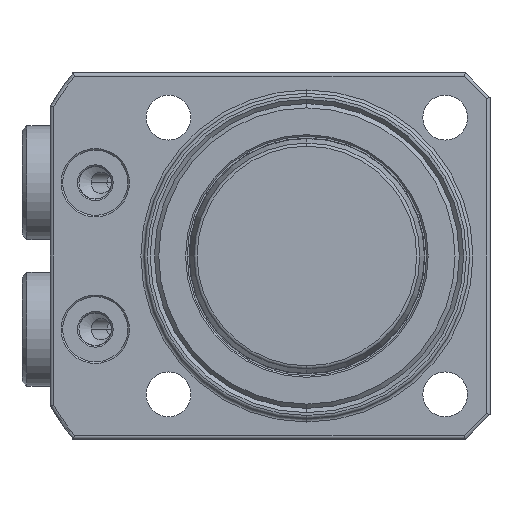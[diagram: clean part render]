
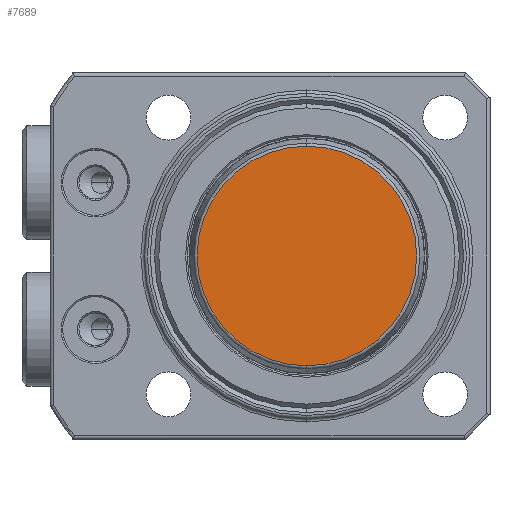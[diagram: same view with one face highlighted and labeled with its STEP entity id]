
A CAD part, front view. The second image highlights one B-rep face of the part: STEP entity #7689.
In plain terms, the highlighted planar face has unit normal (0, -1, 0).
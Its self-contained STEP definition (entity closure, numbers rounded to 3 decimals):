
#1445 = CARTESIAN_POINT ( 'NONE',  ( 0., 0., 0. ) ) ;
#1446 = DIRECTION ( 'NONE',  ( 0., -1., 0. ) ) ;
#1447 = DIRECTION ( 'NONE',  ( 0., 0., 1. ) ) ;
#3383 = CARTESIAN_POINT ( 'NONE',  ( 0., 0., 13.492 ) ) ;
#3384 = CARTESIAN_POINT ( 'NONE',  ( 0., 0., -13.492 ) ) ;
#3743 = EDGE_LOOP ( 'NONE', ( #4176, #4174 ) ) ;
#3851 = VERTEX_POINT ( 'NONE', #3383 ) ;
#3852 = VERTEX_POINT ( 'NONE', #3384 ) ;
#4174 = ORIENTED_EDGE ( 'NONE', *, *, #6849, .T. ) ;
#4176 = ORIENTED_EDGE ( 'NONE', *, *, #6860, .T. ) ;
#4456 = CARTESIAN_POINT ( 'NONE',  ( 0., 0., 0. ) ) ;
#4457 = DIRECTION ( 'NONE',  ( 0., -1., 0. ) ) ;
#4458 = DIRECTION ( 'NONE',  ( 0., 0., 1. ) ) ;
#5199 = PLANE ( 'NONE',  #5728 ) ;
#5200 = CARTESIAN_POINT ( 'NONE',  ( 0., 0., 0. ) ) ;
#5201 = DIRECTION ( 'NONE',  ( 0., 1., 0. ) ) ;
#5202 = DIRECTION ( 'NONE',  ( 0., 0., 1. ) ) ;
#5728 = AXIS2_PLACEMENT_3D ( 'NONE', #5200, #5201, #5202 ) ;
#5742 = FACE_OUTER_BOUND ( 'NONE', #3743, .T. ) ;
#6849 = EDGE_CURVE ( 'NONE', #3852, #3851, #7319, .T. ) ;
#6860 = EDGE_CURVE ( 'NONE', #3851, #3852, #7310, .T. ) ;
#7310 = CIRCLE ( 'NONE', #7860, 13.492 ) ;
#7319 = CIRCLE ( 'NONE', #7864, 13.492 ) ;
#7689 = ADVANCED_FACE ( 'NONE', ( #5742 ), #5199, .F. ) ;
#7860 = AXIS2_PLACEMENT_3D ( 'NONE', #4456, #4457, #4458 ) ;
#7864 = AXIS2_PLACEMENT_3D ( 'NONE', #1445, #1446, #1447 ) ;
